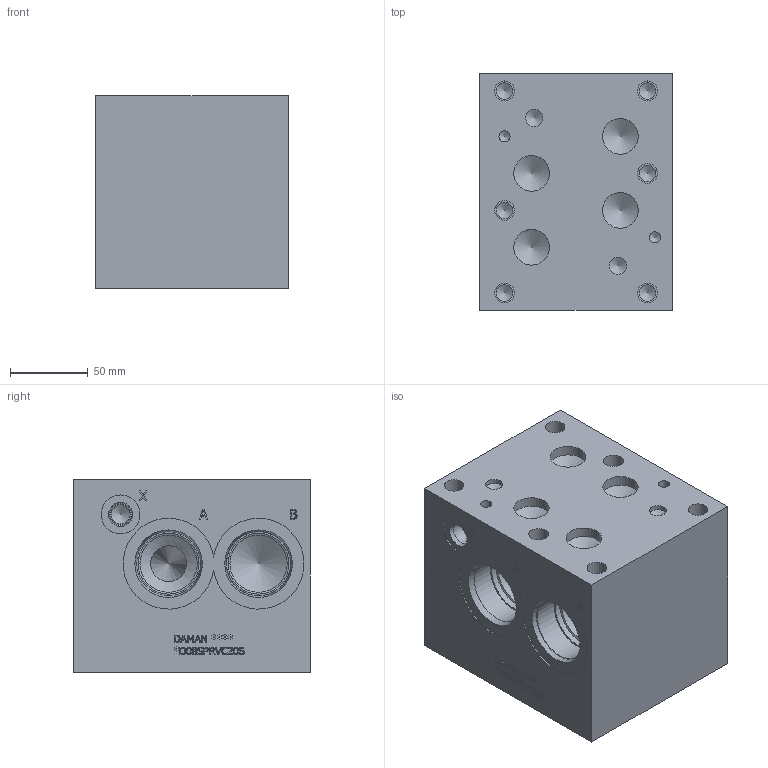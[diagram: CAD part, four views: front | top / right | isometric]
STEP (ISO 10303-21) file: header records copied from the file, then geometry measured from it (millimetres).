
FILE_DESCRIPTION(/* description */ (''),/* implementation_level */ '2;1');
FILE_NAME(/* name */ '_D08SPRVC20S.stp',/* time_stamp */ '2021-12-13T14:40:54-05:00',/* author */ ('bobbyh'),/* organization */ (''),/* preprocessor_version */ 'ST-DEVELOPER v18',/* originating_system */ 'Autodesk Inventor 2020',/* authorisation */ '');
FILE_SCHEMA (('AUTOMOTIVE_DESIGN { 1 0 10303 214 3 1 1 }'));
Length unit declared in the file: millimetre
Products named in the file (1): Part__D08SPRVC20S_3D
Bounding box: 123.83 x 152.4 x 123.83 mm (x, y, z)
Volume: 1860935.5 mm3; surface area: 163057 mm2
Topology: 1 solids, 1 shells, 642 faces, 1753 edges, 1180 vertices
Faces by surface type: plane 342, bspline 163, cylinder 77, cone 60
Full cylindrical faces by diameter (mm): 7.137 x2, 10.719 x10, 11.125 x2, 12.294 x2, 12.7 x10, 12.9 x1, 12.903 x1, 14.275 x2, 14.529 x2, 19.05 x1, 23.012 x4, 25.019 x1, 28.62 x1, 31.344 x1, 33.34 x1, 33.71 x1, 36.906 x6, 39.218 x6, 41.275 x5, 41.28 x1, 41.758 x1, 43.51 x5, 44.45 x1, 53.848 x1
Entity records: 21735 total; most frequent: CARTESIAN_POINT 5909, ORIENTED_EDGE 3454, DIRECTION 2608, EDGE_CURVE 1727, VERTEX_POINT 1180, LINE 1106, VECTOR 1106, AXIS2_PLACEMENT_3D 751
